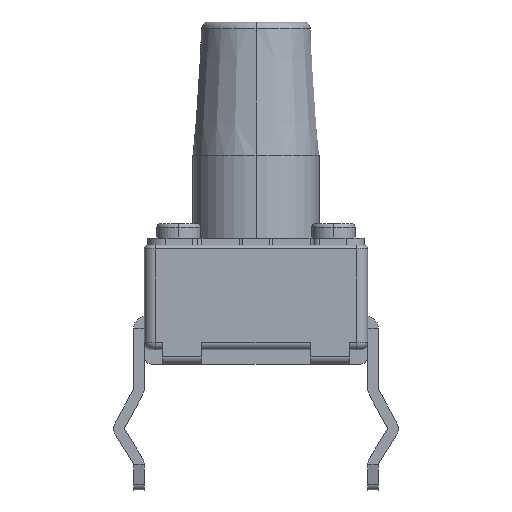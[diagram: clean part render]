
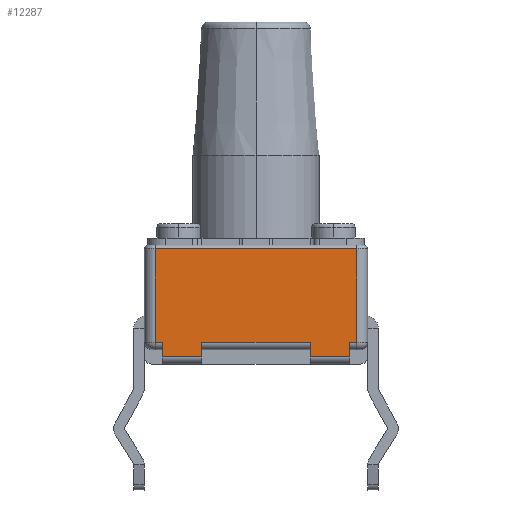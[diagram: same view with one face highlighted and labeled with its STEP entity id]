
A CAD part, front view. The second image highlights one B-rep face of the part: STEP entity #12287.
In plain terms, the highlighted face is planar.
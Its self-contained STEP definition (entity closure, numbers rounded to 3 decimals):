
#3382 = CARTESIAN_POINT ( 'NONE',  ( -2.8, 0.6, 3.1 ) ) ;
#3606 = CARTESIAN_POINT ( 'NONE',  ( 2.8, 0.6, 3.1 ) ) ;
#7281 = CARTESIAN_POINT ( 'NONE',  ( 2.6, 0.2, 3.1 ) ) ;
#8549 = VERTEX_POINT ( 'NONE', #3382 ) ;
#8610 = VERTEX_POINT ( 'NONE', #3606 ) ;
#10419 = CARTESIAN_POINT ( 'NONE',  ( -1.5, 0.2, 3.1 ) ) ;
#10420 = DIRECTION ( 'NONE',  ( 0., -1., 0. ) ) ;
#10421 = VECTOR ( 'NONE', #10420, 1000. ) ;
#10422 = CARTESIAN_POINT ( 'NONE',  ( -1.5, 0.4, 3.1 ) ) ;
#10423 = LINE ( 'NONE', #10422, #10421 ) ;
#10464 = CARTESIAN_POINT ( 'NONE',  ( -1.5, 0.6, 3.1 ) ) ;
#10465 = DIRECTION ( 'NONE',  ( -1., 0., 0. ) ) ;
#10466 = VECTOR ( 'NONE', #10465, 1000. ) ;
#10467 = CARTESIAN_POINT ( 'NONE',  ( 0., 0.6, 3.1 ) ) ;
#10468 = LINE ( 'NONE', #10467, #10466 ) ;
#10469 = CARTESIAN_POINT ( 'NONE',  ( 1.5, 0.6, 3.1 ) ) ;
#10534 = CARTESIAN_POINT ( 'NONE',  ( 1.5, 0.2, 3.1 ) ) ;
#10535 = DIRECTION ( 'NONE',  ( -1., 0., 0. ) ) ;
#10536 = VECTOR ( 'NONE', #10535, 1000. ) ;
#10537 = CARTESIAN_POINT ( 'NONE',  ( 0., 0.2, 3.1 ) ) ;
#10538 = LINE ( 'NONE', #10537, #10536 ) ;
#10557 = DIRECTION ( 'NONE',  ( -1., 0., 0. ) ) ;
#10558 = VECTOR ( 'NONE', #10557, 1000. ) ;
#10559 = CARTESIAN_POINT ( 'NONE',  ( 0., 0.6, 3.1 ) ) ;
#10560 = LINE ( 'NONE', #10559, #10558 ) ;
#10562 = CARTESIAN_POINT ( 'NONE',  ( 2.6, 0.6, 3.1 ) ) ;
#10590 = DIRECTION ( 'NONE',  ( 0., -1., 0. ) ) ;
#10591 = VECTOR ( 'NONE', #10590, 1000. ) ;
#10592 = CARTESIAN_POINT ( 'NONE',  ( 2.6, 0.4, 3.1 ) ) ;
#10593 = LINE ( 'NONE', #10592, #10591 ) ;
#10617 = CARTESIAN_POINT ( 'NONE',  ( -2.6, 0.2, 3.1 ) ) ;
#10618 = DIRECTION ( 'NONE',  ( 1., 0., 0. ) ) ;
#10619 = VECTOR ( 'NONE', #10618, 1000. ) ;
#10620 = CARTESIAN_POINT ( 'NONE',  ( 0., 0.2, 3.1 ) ) ;
#10621 = LINE ( 'NONE', #10620, #10619 ) ;
#10622 = DIRECTION ( 'NONE',  ( 1., 0., 0. ) ) ;
#10623 = VECTOR ( 'NONE', #10622, 1000. ) ;
#10624 = CARTESIAN_POINT ( 'NONE',  ( 0., 0.6, 3.1 ) ) ;
#10629 = LINE ( 'NONE', #10624, #10623 ) ;
#10645 = CARTESIAN_POINT ( 'NONE',  ( -2.6, 0.6, 3.1 ) ) ;
#10646 = DIRECTION ( 'NONE',  ( 0., -1., 0. ) ) ;
#10647 = VECTOR ( 'NONE', #10646, 1000. ) ;
#10648 = CARTESIAN_POINT ( 'NONE',  ( -2.6, 0.4, 3.1 ) ) ;
#10649 = LINE ( 'NONE', #10648, #10647 ) ;
#10701 = CARTESIAN_POINT ( 'NONE',  ( -2.8, 3.2, 3.1 ) ) ;
#10702 = DIRECTION ( 'NONE',  ( 0., -1., 0. ) ) ;
#10703 = VECTOR ( 'NONE', #10702, 1000. ) ;
#10704 = CARTESIAN_POINT ( 'NONE',  ( -2.8, 3.3, 3.1 ) ) ;
#10705 = LINE ( 'NONE', #10704, #10703 ) ;
#10761 = DIRECTION ( 'NONE',  ( 0., -1., 0. ) ) ;
#10762 = VECTOR ( 'NONE', #10761, 1000. ) ;
#10763 = CARTESIAN_POINT ( 'NONE',  ( 1.5, 0.4, 3.1 ) ) ;
#10764 = LINE ( 'NONE', #10763, #10762 ) ;
#10854 = DIRECTION ( 'NONE',  ( 1., 0., 0. ) ) ;
#10855 = DIRECTION ( 'NONE',  ( 0., 0., -1. ) ) ;
#10856 = CARTESIAN_POINT ( 'NONE',  ( 0., 3.3, 3.1 ) ) ;
#10857 = AXIS2_PLACEMENT_3D ( 'NONE', #10856, #10855, #10854 ) ;
#10858 = PLANE ( 'NONE',  #10857 ) ;
#10873 = FACE_OUTER_BOUND ( 'NONE', #12288, .T. ) ;
#10874 = DIRECTION ( 'NONE',  ( 0., -1., 0. ) ) ;
#10875 = VECTOR ( 'NONE', #10874, 1000. ) ;
#10876 = CARTESIAN_POINT ( 'NONE',  ( 2.8, 3.3, 3.1 ) ) ;
#10877 = LINE ( 'NONE', #10876, #10875 ) ;
#10879 = CARTESIAN_POINT ( 'NONE',  ( 2.8, 3.2, 3.1 ) ) ;
#11048 = DIRECTION ( 'NONE',  ( 1., 0., 0. ) ) ;
#11049 = VECTOR ( 'NONE', #11048, 1000. ) ;
#11050 = CARTESIAN_POINT ( 'NONE',  ( 0., 3.2, 3.1 ) ) ;
#11055 = LINE ( 'NONE', #11050, #11049 ) ;
#11710 = VERTEX_POINT ( 'NONE', #7281 ) ;
#12132 = EDGE_CURVE ( 'NONE', #12147, #12133, #10423, .T. ) ;
#12133 = VERTEX_POINT ( 'NONE', #10419 ) ;
#12144 = VERTEX_POINT ( 'NONE', #10469 ) ;
#12146 = EDGE_CURVE ( 'NONE', #12144, #12147, #10468, .T. ) ;
#12147 = VERTEX_POINT ( 'NONE', #10464 ) ;
#12164 = EDGE_CURVE ( 'NONE', #11710, #12165, #10538, .T. ) ;
#12165 = VERTEX_POINT ( 'NONE', #10534 ) ;
#12171 = VERTEX_POINT ( 'NONE', #10562 ) ;
#12175 = EDGE_CURVE ( 'NONE', #8610, #12171, #10560, .T. ) ;
#12179 = EDGE_CURVE ( 'NONE', #12171, #11710, #10593, .T. ) ;
#12189 = EDGE_CURVE ( 'NONE', #8549, #12203, #10629, .T. ) ;
#12193 = EDGE_CURVE ( 'NONE', #12194, #12133, #10621, .T. ) ;
#12194 = VERTEX_POINT ( 'NONE', #10617 ) ;
#12202 = EDGE_CURVE ( 'NONE', #12203, #12194, #10649, .T. ) ;
#12203 = VERTEX_POINT ( 'NONE', #10645 ) ;
#12216 = EDGE_CURVE ( 'NONE', #12217, #8549, #10705, .T. ) ;
#12217 = VERTEX_POINT ( 'NONE', #10701 ) ;
#12231 = EDGE_CURVE ( 'NONE', #12144, #12165, #10764, .T. ) ;
#12283 = VERTEX_POINT ( 'NONE', #10879 ) ;
#12285 = EDGE_CURVE ( 'NONE', #12283, #8610, #10877, .T. ) ;
#12287 = ADVANCED_FACE ( 'NONE', ( #10873 ), #10858, .F. ) ;
#12288 = EDGE_LOOP ( 'NONE', ( #12289, #12355, #12356, #12357, #12358, #12359, #12361, #12362, #12363, #12364, #12365, #12341 ) ) ;
#12289 = ORIENTED_EDGE ( 'NONE', *, *, #12231, .T. ) ;
#12341 = ORIENTED_EDGE ( 'NONE', *, *, #12146, .F. ) ;
#12355 = ORIENTED_EDGE ( 'NONE', *, *, #12164, .F. ) ;
#12356 = ORIENTED_EDGE ( 'NONE', *, *, #12179, .F. ) ;
#12357 = ORIENTED_EDGE ( 'NONE', *, *, #12175, .F. ) ;
#12358 = ORIENTED_EDGE ( 'NONE', *, *, #12285, .F. ) ;
#12359 = ORIENTED_EDGE ( 'NONE', *, *, #12360, .F. ) ;
#12360 = EDGE_CURVE ( 'NONE', #12217, #12283, #11055, .T. ) ;
#12361 = ORIENTED_EDGE ( 'NONE', *, *, #12216, .T. ) ;
#12362 = ORIENTED_EDGE ( 'NONE', *, *, #12189, .T. ) ;
#12363 = ORIENTED_EDGE ( 'NONE', *, *, #12202, .T. ) ;
#12364 = ORIENTED_EDGE ( 'NONE', *, *, #12193, .T. ) ;
#12365 = ORIENTED_EDGE ( 'NONE', *, *, #12132, .F. ) ;
